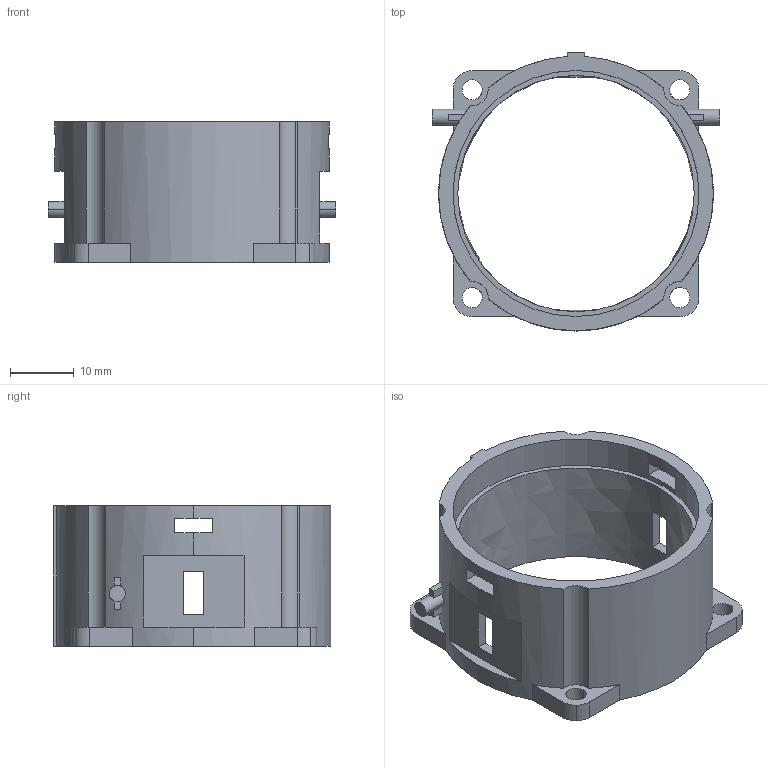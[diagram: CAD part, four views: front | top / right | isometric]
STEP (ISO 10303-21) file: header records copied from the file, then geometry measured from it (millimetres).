
FILE_DESCRIPTION((''),'2;1');
FILE_NAME('transmissionhousing2.stp','2001-12-07T16:22:13',('Administrator'),(''),'Autodesk Inventor (tm) 3.0','Autodesk Inventor (tm) 3.0','');
FILE_SCHEMA(('CONFIG_CONTROL_DESIGN'));
Length unit declared in the file: millimetre
Products named in the file (1): transmissionhousing2
Bounding box: 45 x 43.5 x 22 mm (x, y, z)
Volume: 7184.1 mm3; surface area: 7340.4 mm2
Topology: 1 solids, 1 shells, 103 faces, 310 edges, 208 vertices
Faces by surface type: plane 60, cylinder 33, bspline 10
Entity records: 3851 total; most frequent: CARTESIAN_POINT 848, DIRECTION 624, ORIENTED_EDGE 620, EDGE_CURVE 310, AXIS2_PLACEMENT_3D 228, VERTEX_POINT 208, VECTOR 168, LINE 168
